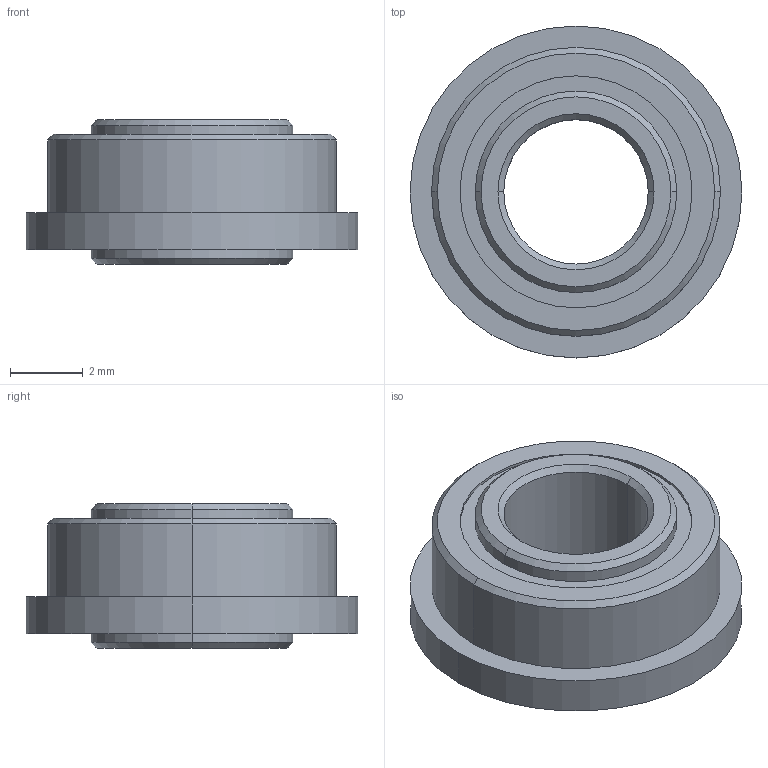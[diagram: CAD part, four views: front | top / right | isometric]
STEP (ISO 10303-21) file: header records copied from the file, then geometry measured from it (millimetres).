
FILE_DESCRIPTION(/* description */ (''),/* implementation_level */ '2;1');
FILE_NAME(/* name */ 'covered_bearings',/* time_stamp */ '2025-07-15T16:44:14-07:00',/* author */ (''),/* organization */ (''),/* preprocessor_version */ 'ST-DEVELOPER v19.2',/* originating_system */ 'Rhino 8.19',/* authorisation */ '');
FILE_SCHEMA (('CONFIG_CONTROL_DESIGN'));
Length unit declared in the file: metre
Products named in the file (1): Document
Bounding box: 9.12 x 9.12 x 3.97 mm (x, y, z)
Surface area: 524.3 mm2 (no closed solid volume)
Topology: 0 solids, 48 shells, 66 faces, 212 edges, 136 vertices
Faces by surface type: bspline 34, cylinder 22, plane 10
Entity records: 3134 total; most frequent: CARTESIAN_POINT 1402, DIRECTION 316, ORIENTED_EDGE 208, AXIS2_PLACEMENT_3D 174, EDGE_CURVE 172, CIRCLE 140, VERTEX_POINT 136, TRIMMED_CURVE 124
